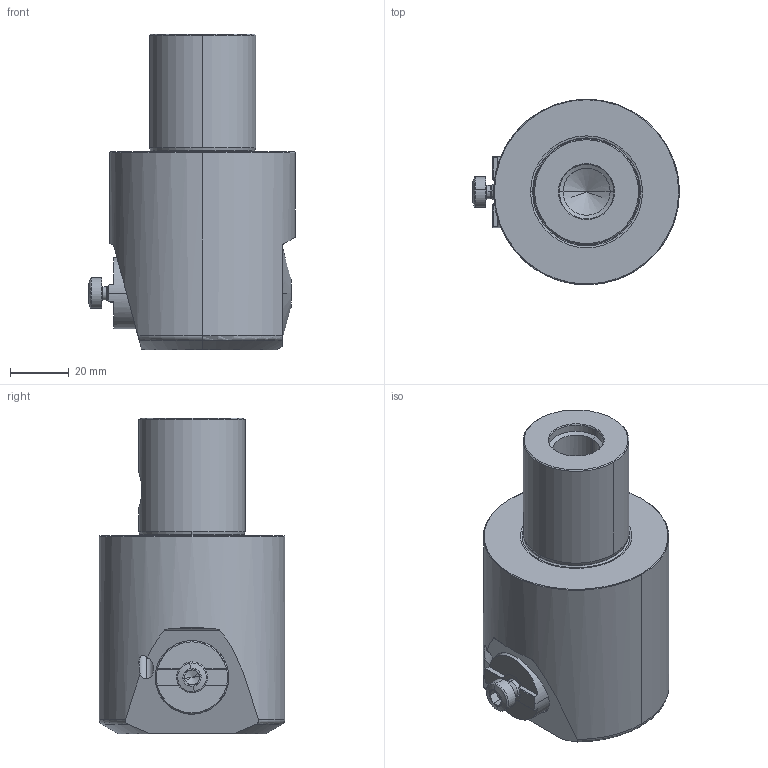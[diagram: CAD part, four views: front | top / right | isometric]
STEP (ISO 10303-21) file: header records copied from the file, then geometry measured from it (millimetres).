
FILE_DESCRIPTION(('no description'),'unknown implementation level');
FILE_NAME('2D23DAD2-A72E-46F4-85CC-0C775C9E14DE_export.stp',' ',('CIMSOURCE GmbH'),('CADClick - KiM GmbH - www.kimweb.de'),'unknown preprocess','ACIS','unknown authorization');
FILE_SCHEMA(('automotive_design'));
Length unit declared in the file: millimetre
Products named in the file (3): 310.606A|310.606A.STEP|310.633A Kaiser Werkzeugk_rper zu EWB85-105 x CK6.STEP;NONE; 310.606A|310.606A.STEP|310.624A Kaiser Zustelleinheit EWB 68-88.STEP|690.140 Kaiser ETL M6_SW5 X 12.STEP;NONE; 310.606A|310.606A.STEP|310.624A Kaiser Zustelleinheit EWB 68-88.STEP|310.651A Kaiser Werkzeugtr_ger zu EWB 85-105.STEP;NONE
Bounding box: 70.16 x 63 x 107.2 mm (x, y, z)
Volume: 229454.7 mm3; surface area: 36691.1 mm2
Topology: 3 solids, 3 shells, 152 faces, 374 edges, 227 vertices
Faces by surface type: plane 51, cone 49, cylinder 38, torus 14
Entity records: 9705 total; most frequent: CARTESIAN_POINT 1905, DIRECTION 771, STYLED_ITEM 748, PRESENTATION_STYLE_ASSIGNMENT 748, COLOUR_RGB 748, ORIENTED_EDGE 732, EDGE_CURVE 366, CURVE_STYLE 366
